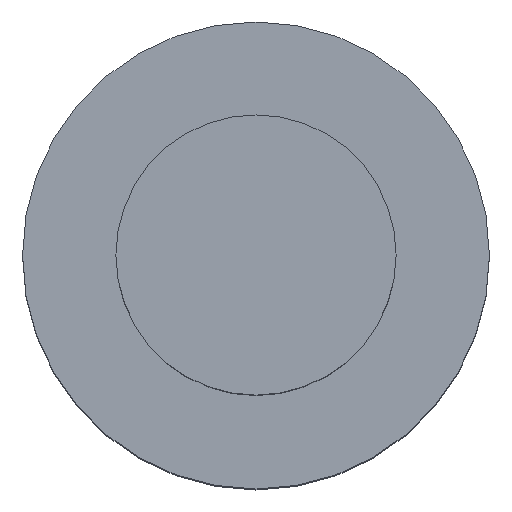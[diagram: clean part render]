
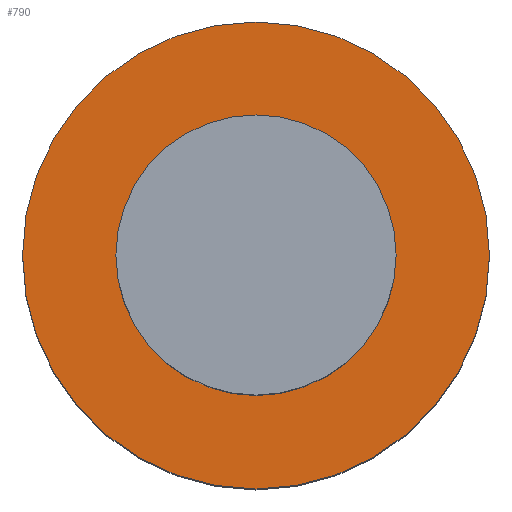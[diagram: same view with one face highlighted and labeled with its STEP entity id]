
A CAD part, top view. The second image highlights one B-rep face of the part: STEP entity #790.
In plain terms, the highlighted planar face has unit normal (0, 0, 1).
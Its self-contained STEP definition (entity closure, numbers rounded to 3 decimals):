
#310=CARTESIAN_POINT('',(7.5,0.,0.));
#320=VERTEX_POINT('',#310);
#350=CARTESIAN_POINT('',(0.,0.,0.));
#360=DIRECTION('',(0.,0.,1.));
#370=DIRECTION('',(1.,0.,0.));
#380=AXIS2_PLACEMENT_3D('',#350,#360,#370);
#390=CIRCLE('',#380,7.5);
#400=CARTESIAN_POINT('',(-7.5,0.,0.));
#410=VERTEX_POINT('',#400);
#420=EDGE_CURVE('',#410,#320,#390,.T.);
#540=CARTESIAN_POINT('',(0.,0.,0.));
#550=DIRECTION('',(0.,0.,1.));
#560=DIRECTION('',(1.,0.,0.));
#570=AXIS2_PLACEMENT_3D('',#540,#550,#560);
#580=PLANE('',#570);
#590=CARTESIAN_POINT('',(0.,0.,0.));
#600=DIRECTION('',(0.,0.,1.));
#610=DIRECTION('',(1.,0.,0.));
#620=AXIS2_PLACEMENT_3D('',#590,#600,#610);
#630=CIRCLE('',#620,12.5);
#640=CARTESIAN_POINT('',(12.5,0.,0.));
#650=VERTEX_POINT('',#640);
#660=CARTESIAN_POINT('',(-12.5,0.,0.));
#670=VERTEX_POINT('',#660);
#680=EDGE_CURVE('',#650,#670,#630,.T.);
#690=ORIENTED_EDGE('',*,*,#680,.T.);
#700=EDGE_CURVE('',#670,#650,#630,.T.);
#710=ORIENTED_EDGE('',*,*,#700,.T.);
#720=EDGE_LOOP('',(#710,#690));
#730=FACE_OUTER_BOUND('',#720,.T.);
#740=EDGE_CURVE('',#320,#410,#390,.T.);
#750=ORIENTED_EDGE('',*,*,#740,.F.);
#760=ORIENTED_EDGE('',*,*,#420,.F.);
#770=EDGE_LOOP('',(#760,#750));
#780=FACE_BOUND('',#770,.T.);
#790=ADVANCED_FACE('',(#730,#780),#580,.T.);
